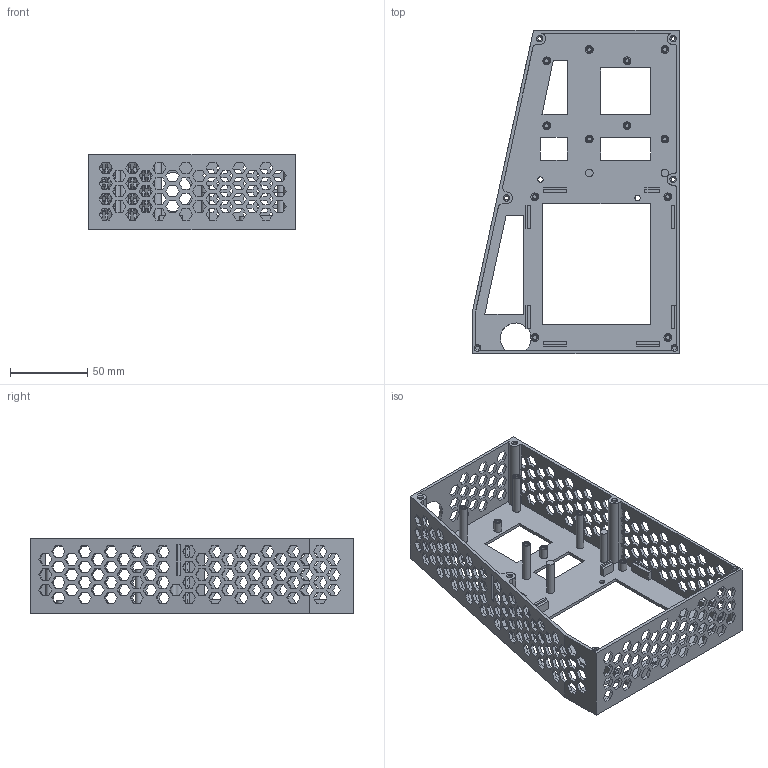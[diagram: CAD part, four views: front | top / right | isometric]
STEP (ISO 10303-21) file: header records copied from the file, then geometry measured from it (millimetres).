
FILE_DESCRIPTION(/* description */ (''),/* implementation_level */ '2;1');
FILE_NAME(/* name */ 'Anet A8 Case Modified.step',/* time_stamp */ '2018-04-27T17:05:42-07:00',/* author */ (''),/* organization */ (''),/* preprocessor_version */ 'ST-DEVELOPER v17',/* originating_system */ 'Autodesk Translation Framework v7.1.0.215',/* authorisation */ '');
FILE_SCHEMA (('AUTOMOTIVE_DESIGN { 1 0 10303 214 3 1 1 }'));
Length unit declared in the file: millimetre
Products named in the file (1): case
Bounding box: 133.86 x 210 x 49.2 mm (x, y, z)
Volume: 81628.2 mm3; surface area: 94263.7 mm2
Topology: 1 solids, 1 shells, 1631 faces, 4840 edges, 3214 vertices
Faces by surface type: plane 1551, cylinder 58, cone 22
Full cylindrical faces by diameter (mm): 2.6 x18, 3.5 x2, 5 x14, 25 x1
Entity records: 54589 total; most frequent: CARTESIAN_POINT 9710, ORIENTED_EDGE 9680, DIRECTION 8297, EDGE_CURVE 4840, LINE 4641, VECTOR 4641, VERTEX_POINT 3214, EDGE_LOOP 2120
